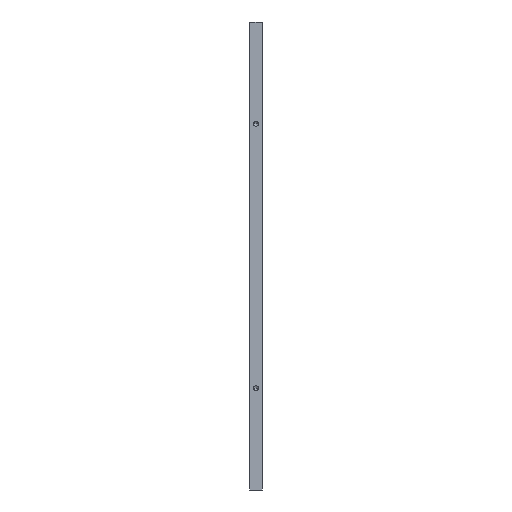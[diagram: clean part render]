
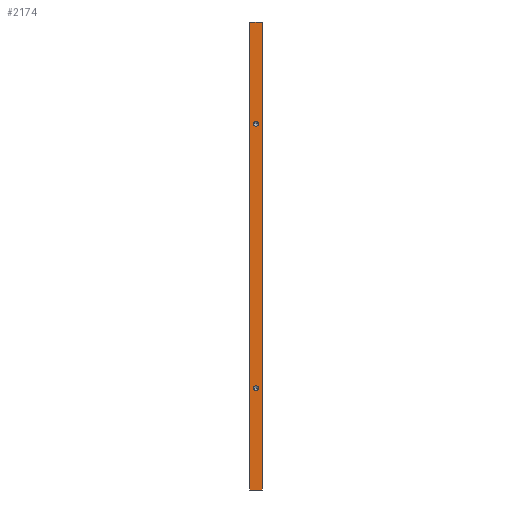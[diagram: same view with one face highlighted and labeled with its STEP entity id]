
A CAD part, left-side view. The second image highlights one B-rep face of the part: STEP entity #2174.
In plain terms, the highlighted planar face has unit normal (-1, 0, 0).
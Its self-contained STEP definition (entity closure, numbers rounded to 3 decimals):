
#312=DIRECTION('',(0.,0.,-1.));
#313=VECTOR('',#312,230.);
#314=CARTESIAN_POINT('',(-2.383,-156.,209.226));
#315=LINE('',#314,#313);
#316=DIRECTION('',(0.,1.,0.));
#317=VECTOR('',#316,6.);
#318=CARTESIAN_POINT('',(-2.383,-162.,209.226));
#319=LINE('',#318,#317);
#320=CARTESIAN_POINT('',(-2.383,-159.,29.226));
#321=DIRECTION('',(-1.,0.,0.));
#322=DIRECTION('',(0.,1.,0.));
#323=AXIS2_PLACEMENT_3D('',#320,#321,#322);
#325=CARTESIAN_POINT('',(-2.383,-159.,29.226));
#326=DIRECTION('',(-1.,0.,0.));
#327=DIRECTION('',(0.,-1.,0.));
#328=AXIS2_PLACEMENT_3D('',#325,#326,#327);
#330=CARTESIAN_POINT('',(-2.383,-159.,159.226));
#331=DIRECTION('',(1.,0.,0.));
#332=DIRECTION('',(0.,1.,0.));
#333=AXIS2_PLACEMENT_3D('',#330,#331,#332);
#335=CARTESIAN_POINT('',(-2.383,-159.,159.226));
#336=DIRECTION('',(1.,0.,0.));
#337=DIRECTION('',(0.,-1.,0.));
#338=AXIS2_PLACEMENT_3D('',#335,#336,#337);
#400=DIRECTION('',(0.,1.,0.));
#401=VECTOR('',#400,6.);
#402=CARTESIAN_POINT('',(-2.383,-162.,-20.774));
#403=LINE('',#402,#401);
#428=DIRECTION('',(0.,0.,-1.));
#429=VECTOR('',#428,230.);
#430=CARTESIAN_POINT('',(-2.383,-162.,209.226));
#431=LINE('',#430,#429);
#1654=CARTESIAN_POINT('',(-2.383,-156.,-20.774));
#1656=VERTEX_POINT('',#1654);
#1660=CARTESIAN_POINT('',(-2.383,-156.,209.226));
#1661=VERTEX_POINT('',#1660);
#1786=CARTESIAN_POINT('',(-2.383,-162.,209.226));
#1787=CARTESIAN_POINT('',(-2.383,-162.,-20.774));
#1788=VERTEX_POINT('',#1786);
#1789=VERTEX_POINT('',#1787);
#1912=CARTESIAN_POINT('',(-2.383,-157.75,29.226));
#1913=CARTESIAN_POINT('',(-2.383,-160.25,29.226));
#1914=VERTEX_POINT('',#1912);
#1915=VERTEX_POINT('',#1913);
#1922=CARTESIAN_POINT('',(-2.383,-157.75,159.226));
#1923=VERTEX_POINT('',#1922);
#1924=CARTESIAN_POINT('',(-2.383,-160.25,159.226));
#1925=VERTEX_POINT('',#1924);
#2148=CARTESIAN_POINT('',(-2.383,-156.,-25.774));
#2149=DIRECTION('',(-1.,0.,0.));
#2150=DIRECTION('',(0.,0.,1.));
#2151=AXIS2_PLACEMENT_3D('',#2148,#2149,#2150);
#2152=PLANE('',#2151);
#2153=ORIENTED_EDGE('',*,*,#1951,.F.);
#2155=ORIENTED_EDGE('',*,*,#2154,.F.);
#2157=ORIENTED_EDGE('',*,*,#2156,.T.);
#2159=ORIENTED_EDGE('',*,*,#2158,.T.);
#2160=EDGE_LOOP('',(#2153,#2155,#2157,#2159));
#2161=FACE_OUTER_BOUND('',#2160,.F.);
#2163=ORIENTED_EDGE('',*,*,#2162,.T.);
#2165=ORIENTED_EDGE('',*,*,#2164,.T.);
#2166=EDGE_LOOP('',(#2163,#2165));
#2167=FACE_BOUND('',#2166,.F.);
#2169=ORIENTED_EDGE('',*,*,#2168,.F.);
#2171=ORIENTED_EDGE('',*,*,#2170,.F.);
#2172=EDGE_LOOP('',(#2169,#2171));
#2173=FACE_BOUND('',#2172,.F.);
#2174=ADVANCED_FACE('',(#2161,#2167,#2173),#2152,.T.);
#324=CIRCLE('',#323,1.25);
#329=CIRCLE('',#328,1.25);
#334=CIRCLE('',#333,1.25);
#339=CIRCLE('',#338,1.25);
#1951=EDGE_CURVE('',#1661,#1656,#315,.T.);
#2154=EDGE_CURVE('',#1788,#1661,#319,.T.);
#2156=EDGE_CURVE('',#1788,#1789,#431,.T.);
#2158=EDGE_CURVE('',#1789,#1656,#403,.T.);
#2162=EDGE_CURVE('',#1914,#1915,#324,.T.);
#2164=EDGE_CURVE('',#1915,#1914,#329,.T.);
#2168=EDGE_CURVE('',#1923,#1925,#334,.T.);
#2170=EDGE_CURVE('',#1925,#1923,#339,.T.);
